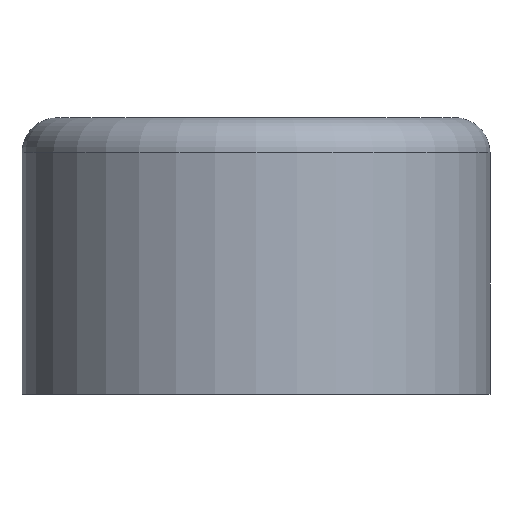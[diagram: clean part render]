
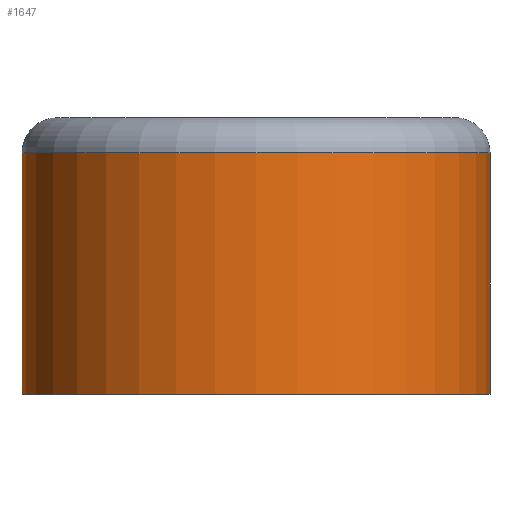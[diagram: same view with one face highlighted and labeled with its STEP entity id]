
A CAD part, front view. The second image highlights one B-rep face of the part: STEP entity #1647.
In plain terms, the highlighted cylindrical face has radius 27.94 mm (diameter 55.88 mm), a full revolution.
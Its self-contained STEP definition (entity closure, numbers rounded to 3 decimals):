
#299=CYLINDRICAL_SURFACE('',#1771,27.94);
#382=FACE_BOUND('',#507,.T.);
#391=FACE_OUTER_BOUND('',#506,.T.);
#506=EDGE_LOOP('',(#1131));
#507=EDGE_LOOP('',(#1132));
#624=CIRCLE('',#1767,27.94);
#627=CIRCLE('',#1772,27.94);
#727=VERTEX_POINT('',#2586);
#730=VERTEX_POINT('',#2594);
#876=EDGE_CURVE('',#727,#727,#624,.T.);
#879=EDGE_CURVE('',#730,#730,#627,.T.);
#1131=ORIENTED_EDGE('',*,*,#879,.F.);
#1132=ORIENTED_EDGE('',*,*,#876,.F.);
#1647=ADVANCED_FACE('',(#391,#382),#299,.T.);
#1767=AXIS2_PLACEMENT_3D('',#2587,#2002,#2003);
#1771=AXIS2_PLACEMENT_3D('',#2593,#2010,#2011);
#1772=AXIS2_PLACEMENT_3D('',#2595,#2012,#2013);
#2002=DIRECTION('center_axis',(0.,0.,1.));
#2003=DIRECTION('ref_axis',(-1.,0.,0.));
#2010=DIRECTION('center_axis',(0.,0.,1.));
#2011=DIRECTION('ref_axis',(-1.,0.,0.));
#2012=DIRECTION('center_axis',(0.,0.,-1.));
#2013=DIRECTION('ref_axis',(-1.,0.,0.));
#2586=CARTESIAN_POINT('',(27.94,0.,26.325));
#2587=CARTESIAN_POINT('Origin',(0.,0.,26.325));
#2593=CARTESIAN_POINT('Origin',(0.,0.,-2.5));
#2594=CARTESIAN_POINT('',(27.94,0.,-2.5));
#2595=CARTESIAN_POINT('Origin',(0.,0.,-2.5));
